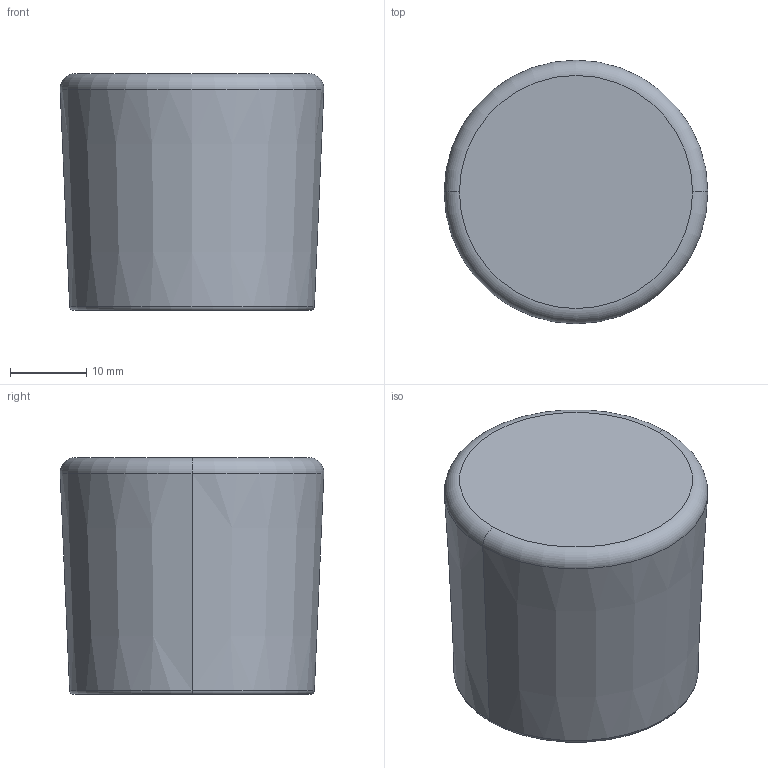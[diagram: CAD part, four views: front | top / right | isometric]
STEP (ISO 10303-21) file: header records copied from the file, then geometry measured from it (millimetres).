
FILE_DESCRIPTION (( 'STEP AP214' ), '1' );
FILE_NAME ('B408 Òîðöåâîé íàêîíå÷íèê äëÿ òðóáíîãî ïðîôèëÿ Ô28.STEP', '2024-02-06T14:22:57', ( '' ), ( '' ), 'SwSTEP 2.0', 'SolidWorks 2022', '' );
FILE_SCHEMA (( 'AUTOMOTIVE_DESIGN' ));
Length unit declared in the file: millimetre
Products named in the file (1): B408 Торцевой наконечник для трубного профиля Ф28
Bounding box: 34.52 x 34.52 x 31 mm (x, y, z)
Volume: 10795.7 mm3; surface area: 7502.3 mm2
Topology: 1 solids, 1 shells, 81 faces, 195 edges, 118 vertices
Faces by surface type: bspline 32, cone 15, plane 12, torus 12, cylinder 10
Entity records: 4890 total; most frequent: CARTESIAN_POINT 2305, ORIENTED_EDGE 390, DIRECTION 297, EDGE_CURVE 195, AXIS2_PLACEMENT_3D 132, VERTEX_POINT 118, UNCERTAINTY_MEASURE_WITH_UNIT 84, COLOUR_RGB 83
